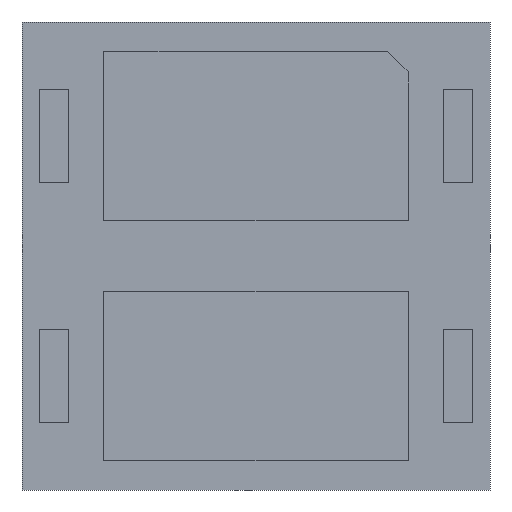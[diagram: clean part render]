
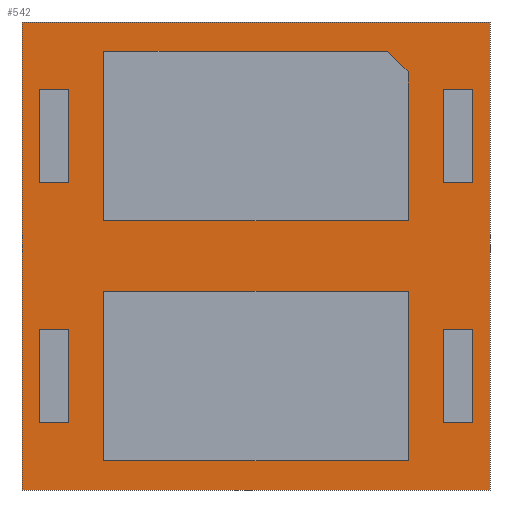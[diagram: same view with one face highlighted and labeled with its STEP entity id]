
A CAD part, front view. The second image highlights one B-rep face of the part: STEP entity #542.
In plain terms, the highlighted planar face has unit normal (0, -1, 0).
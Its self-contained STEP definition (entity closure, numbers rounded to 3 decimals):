
#1=DIRECTION('',(0.,0.,1.));
#2=VECTOR('',#1,4.);
#3=CARTESIAN_POINT('',(-2.,0.,-2.));
#4=LINE('',#3,#2);
#5=DIRECTION('',(1.,0.,0.));
#6=VECTOR('',#5,4.);
#7=CARTESIAN_POINT('',(-2.,0.,2.));
#8=LINE('',#7,#6);
#9=DIRECTION('',(0.,0.,-1.));
#10=VECTOR('',#9,4.);
#11=CARTESIAN_POINT('',(2.,0.,2.));
#12=LINE('',#11,#10);
#13=DIRECTION('',(-1.,0.,0.));
#14=VECTOR('',#13,4.);
#15=CARTESIAN_POINT('',(2.,0.,-2.));
#16=LINE('',#15,#14);
#17=DIRECTION('',(0.,0.,1.));
#18=VECTOR('',#17,1.45);
#19=CARTESIAN_POINT('',(-1.3,0.,-1.75));
#20=LINE('',#19,#18);
#21=DIRECTION('',(-1.,0.,0.));
#22=VECTOR('',#21,2.6);
#23=CARTESIAN_POINT('',(1.3,0.,-1.75));
#24=LINE('',#23,#22);
#25=DIRECTION('',(0.,0.,-1.));
#26=VECTOR('',#25,1.45);
#27=CARTESIAN_POINT('',(1.3,0.,-0.3));
#28=LINE('',#27,#26);
#29=DIRECTION('',(1.,0.,0.));
#30=VECTOR('',#29,2.6);
#31=CARTESIAN_POINT('',(-1.3,0.,-0.3));
#32=LINE('',#31,#30);
#33=DIRECTION('',(0.,0.,1.));
#34=VECTOR('',#33,0.8);
#35=CARTESIAN_POINT('',(-1.85,0.,-1.425));
#36=LINE('',#35,#34);
#37=DIRECTION('',(-1.,0.,0.));
#38=VECTOR('',#37,0.25);
#39=CARTESIAN_POINT('',(-1.6,0.,-1.425));
#40=LINE('',#39,#38);
#41=DIRECTION('',(0.,0.,-1.));
#42=VECTOR('',#41,0.8);
#43=CARTESIAN_POINT('',(-1.6,0.,-0.625));
#44=LINE('',#43,#42);
#45=DIRECTION('',(1.,0.,0.));
#46=VECTOR('',#45,0.25);
#47=CARTESIAN_POINT('',(-1.85,0.,-0.625));
#48=LINE('',#47,#46);
#49=DIRECTION('',(-1.,0.,0.));
#50=VECTOR('',#49,0.25);
#51=CARTESIAN_POINT('',(1.85,0.,-1.425));
#52=LINE('',#51,#50);
#53=DIRECTION('',(0.,0.,-1.));
#54=VECTOR('',#53,0.8);
#55=CARTESIAN_POINT('',(1.85,0.,-0.625));
#56=LINE('',#55,#54);
#57=DIRECTION('',(1.,0.,0.));
#58=VECTOR('',#57,0.25);
#59=CARTESIAN_POINT('',(1.6,0.,-0.625));
#60=LINE('',#59,#58);
#61=DIRECTION('',(0.,0.,1.));
#62=VECTOR('',#61,0.8);
#63=CARTESIAN_POINT('',(1.6,0.,-1.425));
#64=LINE('',#63,#62);
#65=DIRECTION('',(1.,0.,0.));
#66=VECTOR('',#65,2.423);
#67=CARTESIAN_POINT('',(-1.3,0.,1.75));
#68=LINE('',#67,#66);
#69=DIRECTION('',(0.,0.,1.));
#70=VECTOR('',#69,1.45);
#71=CARTESIAN_POINT('',(-1.3,0.,0.3));
#72=LINE('',#71,#70);
#73=DIRECTION('',(-1.,0.,0.));
#74=VECTOR('',#73,2.6);
#75=CARTESIAN_POINT('',(1.3,0.,0.3));
#76=LINE('',#75,#74);
#77=DIRECTION('',(0.,0.,-1.));
#78=VECTOR('',#77,1.273);
#79=CARTESIAN_POINT('',(1.3,0.,1.573));
#80=LINE('',#79,#78);
#81=DIRECTION('',(0.707,0.,-0.707));
#82=VECTOR('',#81,0.25);
#83=CARTESIAN_POINT('',(1.123,0.,1.75));
#84=LINE('',#83,#82);
#85=DIRECTION('',(1.,0.,0.));
#86=VECTOR('',#85,0.25);
#87=CARTESIAN_POINT('',(-1.85,0.,1.425));
#88=LINE('',#87,#86);
#89=DIRECTION('',(0.,0.,1.));
#90=VECTOR('',#89,0.8);
#91=CARTESIAN_POINT('',(-1.85,0.,0.625));
#92=LINE('',#91,#90);
#93=DIRECTION('',(-1.,0.,0.));
#94=VECTOR('',#93,0.25);
#95=CARTESIAN_POINT('',(-1.6,0.,0.625));
#96=LINE('',#95,#94);
#97=DIRECTION('',(0.,0.,-1.));
#98=VECTOR('',#97,0.8);
#99=CARTESIAN_POINT('',(-1.6,0.,1.425));
#100=LINE('',#99,#98);
#101=DIRECTION('',(0.,0.,-1.));
#102=VECTOR('',#101,0.8);
#103=CARTESIAN_POINT('',(1.85,0.,1.425));
#104=LINE('',#103,#102);
#105=DIRECTION('',(1.,0.,0.));
#106=VECTOR('',#105,0.25);
#107=CARTESIAN_POINT('',(1.6,0.,1.425));
#108=LINE('',#107,#106);
#109=DIRECTION('',(0.,0.,1.));
#110=VECTOR('',#109,0.8);
#111=CARTESIAN_POINT('',(1.6,0.,0.625));
#112=LINE('',#111,#110);
#113=DIRECTION('',(-1.,0.,0.));
#114=VECTOR('',#113,0.25);
#115=CARTESIAN_POINT('',(1.85,0.,0.625));
#116=LINE('',#115,#114);
#349=CARTESIAN_POINT('',(-2.,0.,-2.));
#350=CARTESIAN_POINT('',(-2.,0.,2.));
#351=VERTEX_POINT('',#349);
#352=VERTEX_POINT('',#350);
#353=CARTESIAN_POINT('',(2.,0.,2.));
#354=VERTEX_POINT('',#353);
#355=CARTESIAN_POINT('',(2.,0.,-2.));
#356=VERTEX_POINT('',#355);
#415=CARTESIAN_POINT('',(-1.3,0.,-1.75));
#416=CARTESIAN_POINT('',(-1.3,0.,-0.3));
#417=VERTEX_POINT('',#415);
#418=VERTEX_POINT('',#416);
#419=CARTESIAN_POINT('',(1.3,0.,-0.3));
#420=VERTEX_POINT('',#419);
#421=CARTESIAN_POINT('',(1.3,0.,-1.75));
#422=VERTEX_POINT('',#421);
#423=CARTESIAN_POINT('',(-1.85,0.,-1.425));
#424=CARTESIAN_POINT('',(-1.85,0.,-0.625));
#425=VERTEX_POINT('',#423);
#426=VERTEX_POINT('',#424);
#427=CARTESIAN_POINT('',(-1.6,0.,-0.625));
#428=VERTEX_POINT('',#427);
#429=CARTESIAN_POINT('',(-1.6,0.,-1.425));
#430=VERTEX_POINT('',#429);
#431=CARTESIAN_POINT('',(1.85,0.,-1.425));
#432=CARTESIAN_POINT('',(1.6,0.,-1.425));
#433=VERTEX_POINT('',#431);
#434=VERTEX_POINT('',#432);
#435=CARTESIAN_POINT('',(1.6,0.,-0.625));
#436=VERTEX_POINT('',#435);
#437=CARTESIAN_POINT('',(1.85,0.,-0.625));
#438=VERTEX_POINT('',#437);
#439=CARTESIAN_POINT('',(-1.3,0.,1.75));
#440=CARTESIAN_POINT('',(1.123,0.,1.75));
#441=VERTEX_POINT('',#439);
#442=VERTEX_POINT('',#440);
#443=CARTESIAN_POINT('',(1.3,0.,1.573));
#444=VERTEX_POINT('',#443);
#445=CARTESIAN_POINT('',(1.3,0.,0.3));
#446=VERTEX_POINT('',#445);
#447=CARTESIAN_POINT('',(-1.3,0.,0.3));
#448=VERTEX_POINT('',#447);
#449=CARTESIAN_POINT('',(-1.85,0.,1.425));
#450=CARTESIAN_POINT('',(-1.6,0.,1.425));
#451=VERTEX_POINT('',#449);
#452=VERTEX_POINT('',#450);
#453=CARTESIAN_POINT('',(-1.6,0.,0.625));
#454=VERTEX_POINT('',#453);
#455=CARTESIAN_POINT('',(-1.85,0.,0.625));
#456=VERTEX_POINT('',#455);
#457=CARTESIAN_POINT('',(1.85,0.,1.425));
#458=CARTESIAN_POINT('',(1.85,0.,0.625));
#459=VERTEX_POINT('',#457);
#460=VERTEX_POINT('',#458);
#461=CARTESIAN_POINT('',(1.6,0.,0.625));
#462=VERTEX_POINT('',#461);
#463=CARTESIAN_POINT('',(1.6,0.,1.425));
#464=VERTEX_POINT('',#463);
#465=CARTESIAN_POINT('',(0.,0.,0.));
#466=DIRECTION('',(0.,1.,0.));
#467=DIRECTION('',(1.,0.,0.));
#468=AXIS2_PLACEMENT_3D('',#465,#466,#467);
#469=PLANE('',#468);
#471=ORIENTED_EDGE('',*,*,#470,.T.);
#473=ORIENTED_EDGE('',*,*,#472,.T.);
#475=ORIENTED_EDGE('',*,*,#474,.T.);
#477=ORIENTED_EDGE('',*,*,#476,.T.);
#478=EDGE_LOOP('',(#471,#473,#475,#477));
#479=FACE_OUTER_BOUND('',#478,.F.);
#481=ORIENTED_EDGE('',*,*,#480,.F.);
#483=ORIENTED_EDGE('',*,*,#482,.F.);
#485=ORIENTED_EDGE('',*,*,#484,.F.);
#487=ORIENTED_EDGE('',*,*,#486,.F.);
#488=EDGE_LOOP('',(#481,#483,#485,#487));
#489=FACE_BOUND('',#488,.F.);
#491=ORIENTED_EDGE('',*,*,#490,.F.);
#493=ORIENTED_EDGE('',*,*,#492,.F.);
#495=ORIENTED_EDGE('',*,*,#494,.F.);
#497=ORIENTED_EDGE('',*,*,#496,.F.);
#498=EDGE_LOOP('',(#491,#493,#495,#497));
#499=FACE_BOUND('',#498,.F.);
#501=ORIENTED_EDGE('',*,*,#500,.F.);
#503=ORIENTED_EDGE('',*,*,#502,.F.);
#505=ORIENTED_EDGE('',*,*,#504,.F.);
#507=ORIENTED_EDGE('',*,*,#506,.F.);
#508=EDGE_LOOP('',(#501,#503,#505,#507));
#509=FACE_BOUND('',#508,.F.);
#511=ORIENTED_EDGE('',*,*,#510,.F.);
#513=ORIENTED_EDGE('',*,*,#512,.F.);
#515=ORIENTED_EDGE('',*,*,#514,.F.);
#517=ORIENTED_EDGE('',*,*,#516,.F.);
#519=ORIENTED_EDGE('',*,*,#518,.F.);
#520=EDGE_LOOP('',(#511,#513,#515,#517,#519));
#521=FACE_BOUND('',#520,.F.);
#523=ORIENTED_EDGE('',*,*,#522,.F.);
#525=ORIENTED_EDGE('',*,*,#524,.F.);
#527=ORIENTED_EDGE('',*,*,#526,.F.);
#529=ORIENTED_EDGE('',*,*,#528,.F.);
#530=EDGE_LOOP('',(#523,#525,#527,#529));
#531=FACE_BOUND('',#530,.F.);
#533=ORIENTED_EDGE('',*,*,#532,.F.);
#535=ORIENTED_EDGE('',*,*,#534,.F.);
#537=ORIENTED_EDGE('',*,*,#536,.F.);
#539=ORIENTED_EDGE('',*,*,#538,.F.);
#540=EDGE_LOOP('',(#533,#535,#537,#539));
#541=FACE_BOUND('',#540,.F.);
#470=EDGE_CURVE('',#351,#352,#4,.T.);
#472=EDGE_CURVE('',#352,#354,#8,.T.);
#474=EDGE_CURVE('',#354,#356,#12,.T.);
#476=EDGE_CURVE('',#356,#351,#16,.T.);
#480=EDGE_CURVE('',#417,#418,#20,.T.);
#482=EDGE_CURVE('',#422,#417,#24,.T.);
#484=EDGE_CURVE('',#420,#422,#28,.T.);
#486=EDGE_CURVE('',#418,#420,#32,.T.);
#490=EDGE_CURVE('',#425,#426,#36,.T.);
#492=EDGE_CURVE('',#430,#425,#40,.T.);
#494=EDGE_CURVE('',#428,#430,#44,.T.);
#496=EDGE_CURVE('',#426,#428,#48,.T.);
#500=EDGE_CURVE('',#433,#434,#52,.T.);
#502=EDGE_CURVE('',#438,#433,#56,.T.);
#504=EDGE_CURVE('',#436,#438,#60,.T.);
#506=EDGE_CURVE('',#434,#436,#64,.T.);
#510=EDGE_CURVE('',#441,#442,#68,.T.);
#512=EDGE_CURVE('',#448,#441,#72,.T.);
#514=EDGE_CURVE('',#446,#448,#76,.T.);
#516=EDGE_CURVE('',#444,#446,#80,.T.);
#518=EDGE_CURVE('',#442,#444,#84,.T.);
#522=EDGE_CURVE('',#451,#452,#88,.T.);
#524=EDGE_CURVE('',#456,#451,#92,.T.);
#526=EDGE_CURVE('',#454,#456,#96,.T.);
#528=EDGE_CURVE('',#452,#454,#100,.T.);
#532=EDGE_CURVE('',#459,#460,#104,.T.);
#534=EDGE_CURVE('',#464,#459,#108,.T.);
#536=EDGE_CURVE('',#462,#464,#112,.T.);
#538=EDGE_CURVE('',#460,#462,#116,.T.);
#542=ADVANCED_FACE('',(#479,#489,#499,#509,#521,#531,#541),#469,.F.);
